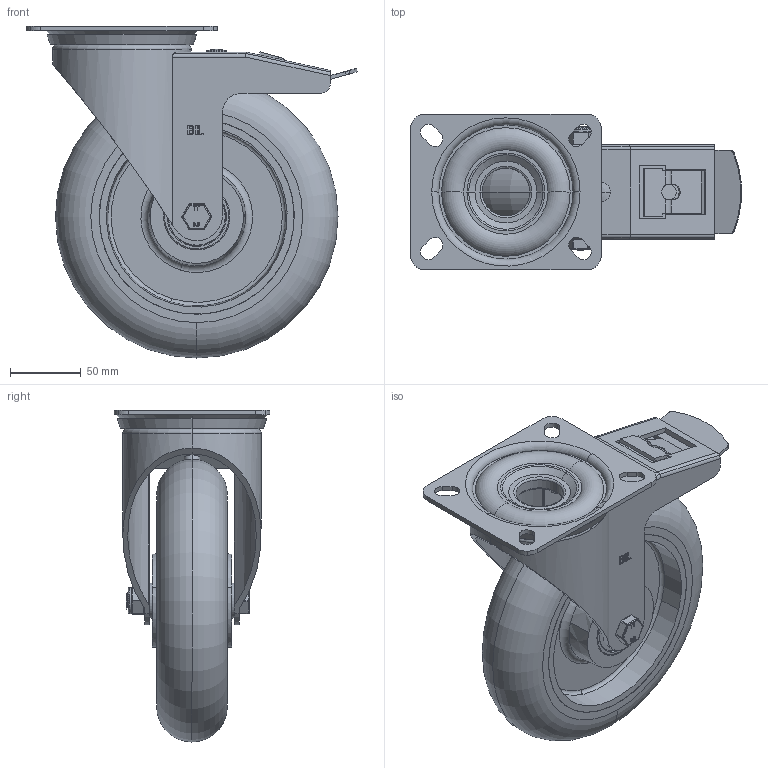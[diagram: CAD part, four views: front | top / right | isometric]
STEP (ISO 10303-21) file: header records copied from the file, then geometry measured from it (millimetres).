
FILE_DESCRIPTION(('STEP AP203'),'1');
FILE_NAME('BZMM200RPTABJSWB.STEP','2023-07-05T14:34:55',(' '),(' '),'Spatial InterOp 3D',' ',' ');
FILE_SCHEMA(('CONFIG_CONTROL_DESIGN'));
Length unit declared in the file: metre
Products named in the file (37): ZINC PLATED, PRESSED STEEL TOP PLATE; ZINC PLATED, PRESSED STEEL TOP PLATE Geometry; BALL BEARINGS; Component1; BZMM200ASSWB; ZINC PLATED, PRESSED STEEL FORKS; BEARING SEAL; ZINC PLATED, PRESSED STEEL BRAKE PEDAL; BRAKE PAD; BRAKE PAD Geometry; BOLT; NUT; BRAKE BOLT; BZMM200RPTABJSWB; BZH200WRPTABJM20; 95 SHORE A POLYURETHANE TYRE; ALUMINIUM RIM; ALUMINIUM RIM Geometry; BEARING SPACER; BEARING6204; INNER; OUTER; BALL BEARINGS2; Component3; MIDDLE; RUBBER; TH20X2X12; ZINC PLATED HEADED SPACER; HEXBOLTM12X80Z8.8; GRADE 8.8 ZINC PLATED BOLT; NYLOC NUT; RUBBER2; NUT2; NYLOCM12Z
Assembly tree (95 placements, depth 5):
  BZMM200RPTABJSWB
    BZMM200ASSWB
      ZINC PLATED, PRESSED STEEL TOP PLATE
        ZINC PLATED, PRESSED STEEL TOP PLATE Geometry
        BALL BEARINGS
          Component1  x40
      ZINC PLATED, PRESSED STEEL FORKS
      BEARING SEAL
      ZINC PLATED, PRESSED STEEL BRAKE PEDAL
      BRAKE PAD
        BRAKE PAD Geometry
        BOLT
        NUT
        BRAKE BOLT
    BZH200WRPTABJM20
      95 SHORE A POLYURETHANE TYRE
      ALUMINIUM RIM
        ALUMINIUM RIM Geometry
        BEARING SPACER
      BEARING6204
        INNER
        OUTER
        BALL BEARINGS2
          Component3  x8
        MIDDLE
        RUBBER
      BEARING6204
        INNER
        OUTER
        BALL BEARINGS2
          Component3  x8
        MIDDLE
        RUBBER
    TH20X2X12
      ZINC PLATED HEADED SPACER
    TH20X2X12
      ZINC PLATED HEADED SPACER
    HEXBOLTM12X80Z8.8
      GRADE 8.8 ZINC PLATED BOLT
    NYLOCM12Z
      NYLOC NUT
        RUBBER2
        NUT2
Bounding box: 234.28 x 110 x 235 mm (x, y, z)
Volume: 1289084.6 mm3; surface area: 376095.7 mm2
Topology: 82 solids, 82 shells, 1627 faces, 4354 edges, 2752 vertices
Faces by surface type: plane 541, cylinder 459, extrusion 338, sphere 214, torus 50, cone 20, bspline 5
Entity records: 49670 total; most frequent: CARTESIAN_POINT 19687, ORIENTED_EDGE 5824, DIRECTION 5651, EDGE_CURVE 2912, AXIS2_PLACEMENT_3D 2095, VERTEX_POINT 1924, VECTOR 1461, EDGE_LOOP 1336
